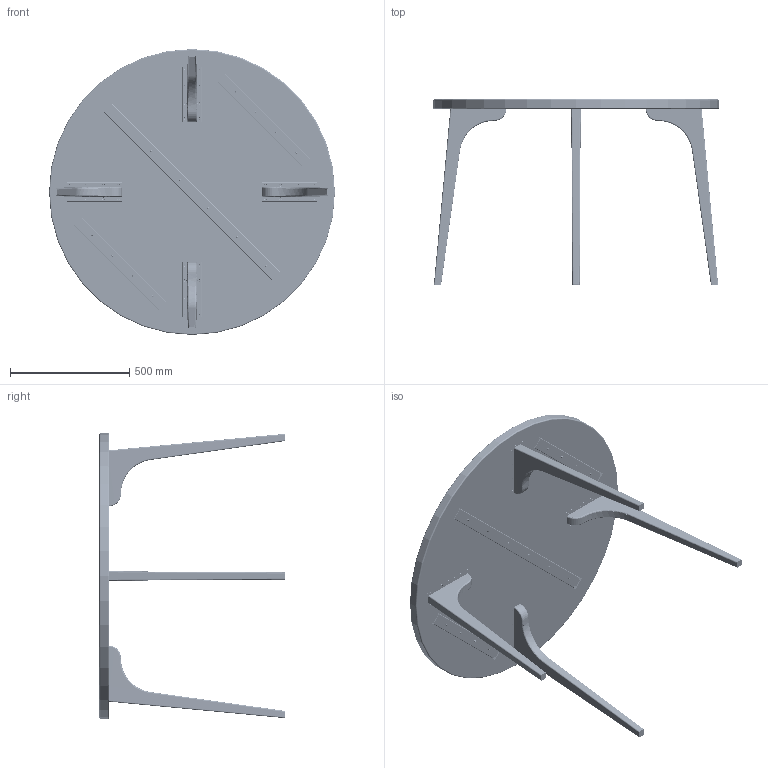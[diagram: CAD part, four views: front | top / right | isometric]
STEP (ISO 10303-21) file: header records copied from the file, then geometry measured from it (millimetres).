
FILE_DESCRIPTION (( 'STEP AP203' ), '1' );
FILE_NAME ('0. Dora stol 1200 - sklop - MA-DS120-S.STEP', '2023-11-23T08:55:17', ( '' ), ( '' ), 'SwSTEP 2.0', 'SolidWorks 2023', '' );
FILE_SCHEMA (( 'CONFIG_CONTROL_DESIGN' ));
Length unit declared in the file: millimetre
Products named in the file (1): 0. Dora stol 1200 - sklop - MA-DS120-S
Bounding box: 1200 x 777.08 x 1200 mm (x, y, z)
Volume: 51024170.9 mm3; surface area: 3991658.4 mm2
Topology: 142 solids, 142 shells, 6183 faces, 14836 edges, 8994 vertices
Faces by surface type: cylinder 2256, plane 1963, cone 1348, bspline 472, torus 116, sphere 28
Entity records: 331349 total; most frequent: CARTESIAN_POINT 196806, ORIENTED_EDGE 29392, DIRECTION 26644, EDGE_CURVE 14696, AXIS2_PLACEMENT_3D 9804, VERTEX_POINT 8994, LINE 7036, VECTOR 7036
